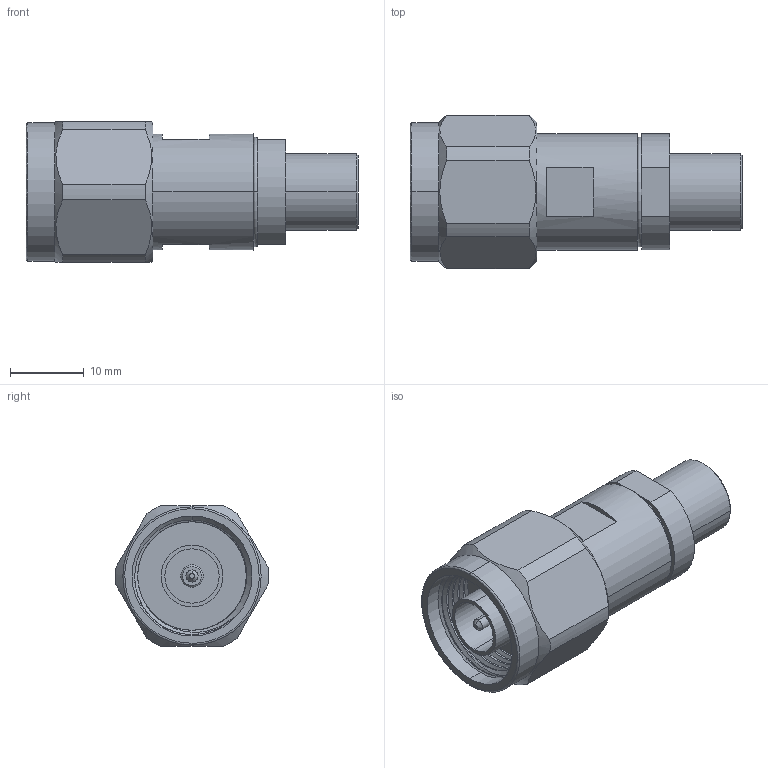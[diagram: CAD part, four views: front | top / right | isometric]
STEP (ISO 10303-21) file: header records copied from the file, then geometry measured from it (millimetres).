
FILE_DESCRIPTION (( 'STEP AP214' ), '1' );
FILE_NAME ('FMCN1182_3D.step', '2025-12-16T21:17:50', ( '' ), ( '' ), 'SwSTEP 2.0', 'SolidWorks 2025', '' );
FILE_SCHEMA (( 'AUTOMOTIVE_DESIGN' ));
Length unit declared in the file: inch
Products named in the file (1): FMCN1182_3D
Bounding box: 45.01 x 20.87 x 19.05 mm (x, y, z)
Volume: 7573.9 mm3; surface area: 4021.3 mm2
Topology: 1 solids, 1 shells, 86 faces, 202 edges, 130 vertices
Faces by surface type: cylinder 38, plane 26, cone 15, bspline 5, torus 2
Entity records: 3549 total; most frequent: CARTESIAN_POINT 1609, ORIENTED_EDGE 404, DIRECTION 398, EDGE_CURVE 202, AXIS2_PLACEMENT_3D 163, VERTEX_POINT 130, EDGE_LOOP 98, FACE_OUTER_BOUND 86
